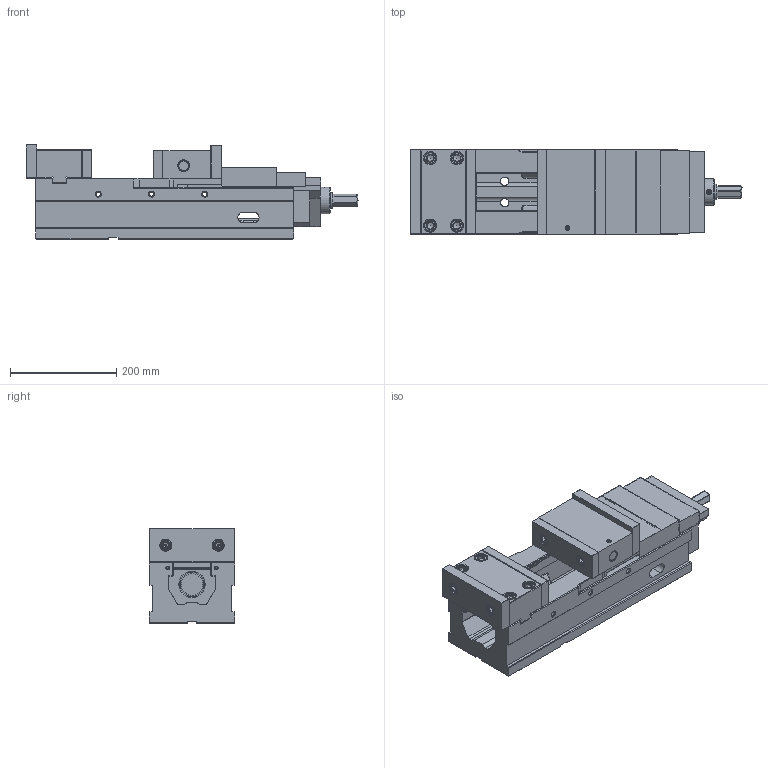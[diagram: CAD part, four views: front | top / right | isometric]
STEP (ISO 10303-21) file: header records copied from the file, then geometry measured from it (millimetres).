
FILE_DESCRIPTION(/* description */ (''),/* implementation_level */ '2;1');
FILE_NAME(/* name */ '3AVL-160.stp',/* time_stamp */ '2015-09-16T08:30:38+08:00',/* author */ ('user'),/* organization */ (''),/* preprocessor_version */ 'ST-DEVELOPER v15.2',/* originating_system */ 'Autodesk Inventor 2014',/* authorisation */ '');
FILE_SCHEMA (('AUTOMOTIVE_DESIGN { 1 0 10303 214 3 1 1 }'));
Length unit declared in the file: millimetre
Products named in the file (29): AVQ6401-鉗口; AVQ6402-鉗口; CAP-M14x2Px60L; CAP-M12x1.75Px25L; CAP-M12x1.75Px35L; AVQ6101-本座; AVQ6302-固定顎; AVQ6303-作動桿; ANSI_AFBMA 24.1 TA - 25TA11  25 x 42 x 11; ALQ6A13-內防塵片2; JIS B 1177 平端 - M8 x 16; AVQ6301-活動顎; AVL6103-螺桿固定塊; 3AVL620101; 3AVL610401-螺母; JIS B 1177 扁圓端 - M12 x 12; JIS B 1177 扁圓端 - M8 x 8; AVQ6403-鉗口; AVQ6A02-外防塵蓋之二; AVQ6A03-外防塵蓋之三; AVQ6A01-外防塵蓋之一; AVQ6A09-銅墊片之二; AVQ6A08-銅墊片之一; ANSI B18.3.4M - M4 x 0.7 x 6(1); ANSI B18.3.1M - M12x1.75 x 25(1); ANSI B18.3.1M - M12x1.75 x 35(1); ANSI B18.3.1M - M12x1.75 x 60(1); ANSI B18.3.1M - M12x1.75 x 40(1); AVL-160
Bounding box: 624 x 161 x 178 mm (x, y, z)
Volume: 7799427.2 mm3; surface area: 1018902.6 mm2
Topology: 56 solids, 56 shells, 1461 faces, 3507 edges, 2174 vertices
Faces by surface type: plane 866, cylinder 244, cone 207, torus 78, bspline 53, sphere 13
Full cylindrical faces by diameter (mm): 3.242 x6, 4 x10, 4.5 x2, 4.917 x7, 6 x2, 6.1 x2, 6.5 x1, 6.647 x3, 7.6 x6, 8 x2, 8.376 x6, 10.106 x15, 11.835 x4, 12 x13, 13.5 x6, 14 x10, 15 x5, 16 x3, 18 x13, 20 x9, 21 x12, 22 x4, 24 x1, 25 x1, 26 x2, 28 x1, 28.376 x1, 30 x3, 41 x1, 42 x2
Entity records: 34112 total; most frequent: CARTESIAN_POINT 7826, DIRECTION 5305, ORIENTED_EDGE 4964, EDGE_CURVE 2458, AXIS2_PLACEMENT_3D 1854, VERTEX_POINT 1669, LINE 1597, VECTOR 1597
